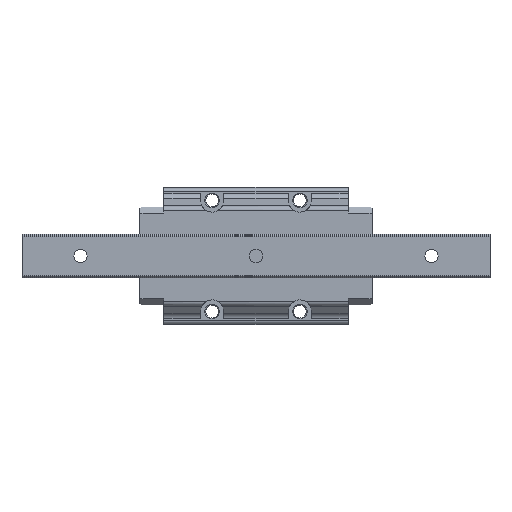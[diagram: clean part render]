
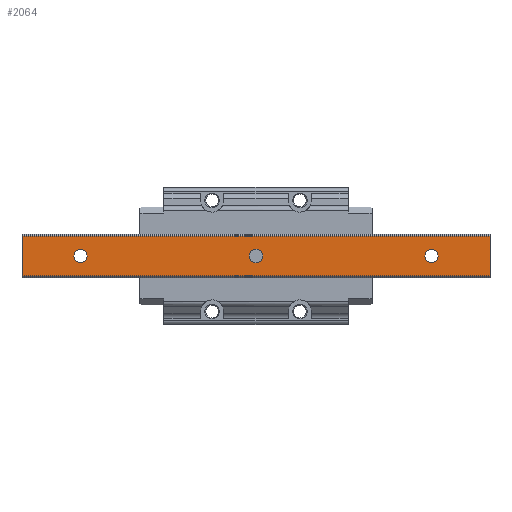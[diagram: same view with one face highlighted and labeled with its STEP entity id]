
A CAD part, front view. The second image highlights one B-rep face of the part: STEP entity #2064.
In plain terms, the highlighted planar face has unit normal (0, -1, 0).
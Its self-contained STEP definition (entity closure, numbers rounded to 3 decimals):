
#1322 = EDGE_CURVE( '', #1366, #1340, #3901, .T. );
#1340 = VERTEX_POINT( '', #3920 );
#1366 = VERTEX_POINT( '', #3949 );
#1682 = VERTEX_POINT( '', #4299 );
#1726 = VERTEX_POINT( '', #4348 );
#1744 = VERTEX_POINT( '', #4368 );
#1748 = VERTEX_POINT( '', #4372 );
#1752 = VERTEX_POINT( '', #4376 );
#2064 = ADVANCED_FACE( '', ( #4720, #4721, #4722, #4723 ), #4724, .T. );
#2082 = VERTEX_POINT( '', #4744 );
#2332 = EDGE_CURVE( '', #1366, #1752, #5011, .T. );
#2388 = EDGE_CURVE( '', #1340, #2396, #5073, .T. );
#2396 = VERTEX_POINT( '', #5081 );
#2478 = EDGE_CURVE( '', #1726, #1682, #5171, .T. );
#2738 = VERTEX_POINT( '', #5464 );
#2826 = EDGE_CURVE( '', #2738, #2082, #5568, .T. );
#2856 = EDGE_CURVE( '', #1748, #1744, #5606, .T. );
#2946 = EDGE_CURVE( '', #2396, #1752, #5705, .T. );
#3246 = EDGE_CURVE( '', #2082, #2738, #6026, .T. );
#3536 = EDGE_CURVE( '', #1744, #1748, #6339, .T. );
#3588 = EDGE_CURVE( '', #1682, #1726, #6395, .T. );
#3901 = LINE( '', #6731, #6732 );
#3920 = CARTESIAN_POINT( '', ( -20., 0., -6.786 ) );
#3949 = CARTESIAN_POINT( '', ( -20., 0., 6.786 ) );
#4299 = CARTESIAN_POINT( '', ( 2.25, 0., 0. ) );
#4348 = CARTESIAN_POINT( '', ( -2.25, 0., 0. ) );
#4368 = CARTESIAN_POINT( '', ( 117.75, 0., 0. ) );
#4372 = CARTESIAN_POINT( '', ( 122.25, 0., 0. ) );
#4376 = CARTESIAN_POINT( '', ( 140., 0., 6.786 ) );
#4720 = FACE_BOUND( '', #7893, .T. );
#4721 = FACE_BOUND( '', #7894, .T. );
#4722 = FACE_BOUND( '', #7895, .T. );
#4723 = FACE_OUTER_BOUND( '', #7896, .T. );
#4724 = PLANE( '', #7897 );
#4744 = CARTESIAN_POINT( '', ( 62.25, 0., 0. ) );
#5011 = LINE( '', #8307, #8308 );
#5073 = LINE( '', #8390, #8391 );
#5081 = CARTESIAN_POINT( '', ( 140., 0., -6.786 ) );
#5171 = CIRCLE( '', #8545, 2.25 );
#5464 = CARTESIAN_POINT( '', ( 57.75, 0., 0. ) );
#5568 = CIRCLE( '', #9080, 2.25 );
#5606 = CIRCLE( '', #9124, 2.25 );
#5705 = LINE( '', #9255, #9256 );
#6026 = CIRCLE( '', #9746, 2.25 );
#6339 = CIRCLE( '', #10218, 2.25 );
#6395 = CIRCLE( '', #10294, 2.25 );
#6731 = CARTESIAN_POINT( '', ( -20., 0., 6.786 ) );
#6732 = VECTOR( '', #10748, 1. );
#7893 = EDGE_LOOP( '', ( #11737, #11738 ) );
#7894 = EDGE_LOOP( '', ( #11739, #11740 ) );
#7895 = EDGE_LOOP( '', ( #11741, #11742 ) );
#7896 = EDGE_LOOP( '', ( #11743, #11744, #11745, #11746 ) );
#7897 = AXIS2_PLACEMENT_3D( '', #11747, #11748, #11749 );
#8307 = CARTESIAN_POINT( '', ( -20., 0., 6.786 ) );
#8308 = VECTOR( '', #12069, 1. );
#8390 = CARTESIAN_POINT( '', ( -20., 0., -6.786 ) );
#8391 = VECTOR( '', #12135, 1. );
#8545 = AXIS2_PLACEMENT_3D( '', #12229, #12230, #12231 );
#9080 = AXIS2_PLACEMENT_3D( '', #12769, #12770, #12771 );
#9124 = AXIS2_PLACEMENT_3D( '', #12849, #12850, #12851 );
#9255 = CARTESIAN_POINT( '', ( 140., 0., 6.786 ) );
#9256 = VECTOR( '', #12950, 1. );
#9746 = AXIS2_PLACEMENT_3D( '', #13247, #13248, #13249 );
#10218 = AXIS2_PLACEMENT_3D( '', #13554, #13555, #13556 );
#10294 = AXIS2_PLACEMENT_3D( '', #13609, #13610, #13611 );
#10748 = DIRECTION( '', ( 0., 0., -1. ) );
#11737 = ORIENTED_EDGE( '', *, *, #3246, .T. );
#11738 = ORIENTED_EDGE( '', *, *, #2826, .T. );
#11739 = ORIENTED_EDGE( '', *, *, #2856, .T. );
#11740 = ORIENTED_EDGE( '', *, *, #3536, .T. );
#11741 = ORIENTED_EDGE( '', *, *, #3588, .T. );
#11742 = ORIENTED_EDGE( '', *, *, #2478, .T. );
#11743 = ORIENTED_EDGE( '', *, *, #2946, .T. );
#11744 = ORIENTED_EDGE( '', *, *, #2332, .F. );
#11745 = ORIENTED_EDGE( '', *, *, #1322, .T. );
#11746 = ORIENTED_EDGE( '', *, *, #2388, .T. );
#11747 = CARTESIAN_POINT( '', ( -20., 0., -6.786 ) );
#11748 = DIRECTION( '', ( 0., -1., 0. ) );
#11749 = DIRECTION( '', ( 0., 0., -1. ) );
#12069 = DIRECTION( '', ( 1., 0., 0. ) );
#12135 = DIRECTION( '', ( 1., 0., 0. ) );
#12229 = CARTESIAN_POINT( '', ( 0., 0., 0. ) );
#12230 = DIRECTION( '', ( 0., 1., 0. ) );
#12231 = DIRECTION( '', ( 1., 0., 0. ) );
#12769 = CARTESIAN_POINT( '', ( 60., 0., 0. ) );
#12770 = DIRECTION( '', ( 0., 1., 0. ) );
#12771 = DIRECTION( '', ( 1., 0., 0. ) );
#12849 = CARTESIAN_POINT( '', ( 120., 0., 0. ) );
#12850 = DIRECTION( '', ( 0., 1., 0. ) );
#12851 = DIRECTION( '', ( 1., 0., 0. ) );
#12950 = DIRECTION( '', ( 0., 0., 1. ) );
#13247 = CARTESIAN_POINT( '', ( 60., 0., 0. ) );
#13248 = DIRECTION( '', ( 0., 1., 0. ) );
#13249 = DIRECTION( '', ( 1., 0., 0. ) );
#13554 = CARTESIAN_POINT( '', ( 120., 0., 0. ) );
#13555 = DIRECTION( '', ( 0., 1., 0. ) );
#13556 = DIRECTION( '', ( 1., 0., 0. ) );
#13609 = CARTESIAN_POINT( '', ( 0., 0., 0. ) );
#13610 = DIRECTION( '', ( 0., 1., 0. ) );
#13611 = DIRECTION( '', ( 1., 0., 0. ) );
